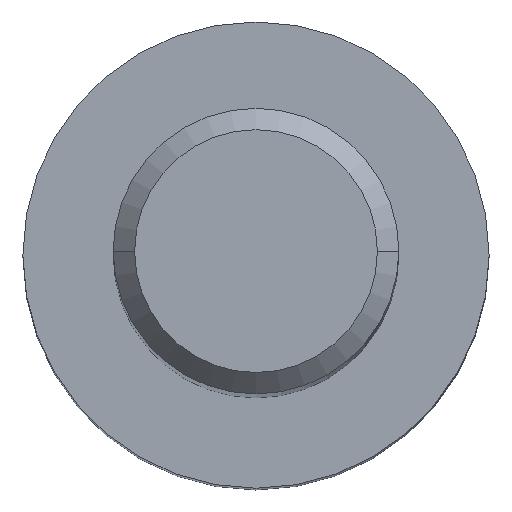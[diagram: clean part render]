
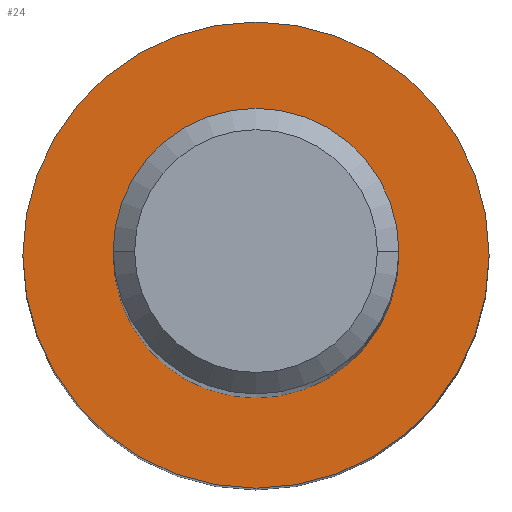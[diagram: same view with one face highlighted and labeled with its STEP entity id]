
A CAD part, top view. The second image highlights one B-rep face of the part: STEP entity #24.
In plain terms, the highlighted planar face has unit normal (0, 0, 1).
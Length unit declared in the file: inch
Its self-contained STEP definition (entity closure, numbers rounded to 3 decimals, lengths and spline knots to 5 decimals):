
#18 = FACE_OUTER_BOUND ( 'NONE', #310, .T. ) ;
#22 = AXIS2_PLACEMENT_3D ( 'NONE', #197, #220, #163 ) ;
#24 = ADVANCED_FACE ( 'NONE', ( #18 ), #136, .F. ) ;
#49 = CARTESIAN_POINT ( 'NONE',  ( 0., 0., -1. ) ) ;
#77 = AXIS2_PLACEMENT_3D ( 'NONE', #49, #104, #154 ) ;
#104 = DIRECTION ( 'NONE',  ( 0., 0., -1. ) ) ;
#105 = AXIS2_PLACEMENT_3D ( 'NONE', #206, #311, #301 ) ;
#118 = CIRCLE ( 'NONE', #105, 0.102 ) ;
#136 = PLANE ( 'NONE',  #77 ) ;
#148 = ORIENTED_EDGE ( 'NONE', *, *, #180, .T. ) ;
#154 = DIRECTION ( 'NONE',  ( -1., 0., 0. ) ) ;
#158 = CIRCLE ( 'NONE', #22, 0.102 ) ;
#163 = DIRECTION ( 'NONE',  ( 1., 0., 0. ) ) ;
#180 = EDGE_CURVE ( 'NONE', #201, #229, #118, .T. ) ;
#197 = CARTESIAN_POINT ( 'NONE',  ( 0., 0., -1. ) ) ;
#201 = VERTEX_POINT ( 'NONE', #326 ) ;
#204 = ORIENTED_EDGE ( 'NONE', *, *, #265, .T. ) ;
#206 = CARTESIAN_POINT ( 'NONE',  ( 0., 0., -1. ) ) ;
#220 = DIRECTION ( 'NONE',  ( 0., 0., 1. ) ) ;
#229 = VERTEX_POINT ( 'NONE', #267 ) ;
#265 = EDGE_CURVE ( 'NONE', #229, #201, #158, .T. ) ;
#267 = CARTESIAN_POINT ( 'NONE',  ( 0.102, 0., -1. ) ) ;
#301 = DIRECTION ( 'NONE',  ( 1., 0., 0. ) ) ;
#310 = EDGE_LOOP ( 'NONE', ( #204, #148 ) ) ;
#311 = DIRECTION ( 'NONE',  ( 0., 0., 1. ) ) ;
#326 = CARTESIAN_POINT ( 'NONE',  ( -0.102, 0., -1. ) ) ;
